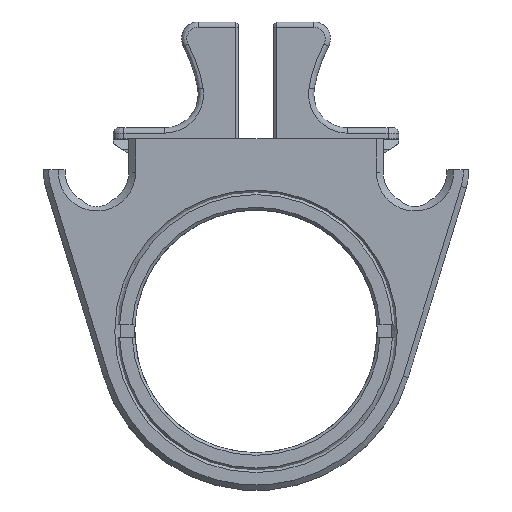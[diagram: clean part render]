
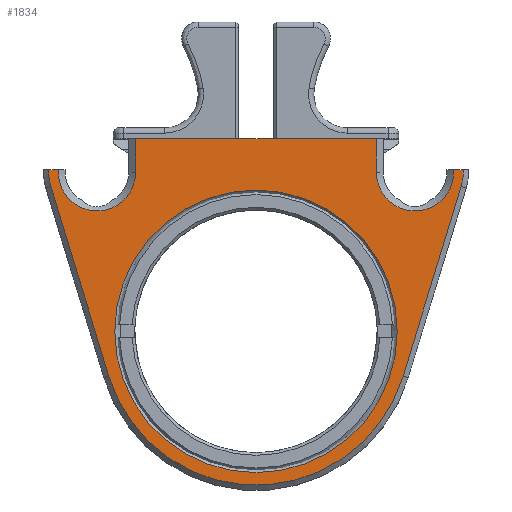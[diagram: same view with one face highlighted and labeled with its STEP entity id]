
A CAD part, top view. The second image highlights one B-rep face of the part: STEP entity #1834.
In plain terms, the highlighted planar face has unit normal (0, 0, 1).
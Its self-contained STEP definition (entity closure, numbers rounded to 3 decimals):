
#11 = CARTESIAN_POINT ( 'NONE',  ( 18.635, 15.265, 7.62 ) ) ;
#52 = CARTESIAN_POINT ( 'NONE',  ( 15., 15., 7.62 ) ) ;
#73 = DIRECTION ( 'NONE',  ( 1., 0., 0. ) ) ;
#111 = DIRECTION ( 'NONE',  ( 0., 0., -1. ) ) ;
#297 = CARTESIAN_POINT ( 'NONE',  ( 11.355, 15., 7.62 ) ) ;
#304 = VECTOR ( 'NONE', #2119, 1000. ) ;
#445 = ORIENTED_EDGE ( 'NONE', *, *, #4750, .T. ) ;
#553 = LINE ( 'NONE', #5130, #304 ) ;
#561 = EDGE_CURVE ( 'NONE', #5404, #819, #1188, .T. ) ;
#637 = VERTEX_POINT ( 'NONE', #1024 ) ;
#699 = LINE ( 'NONE', #4686, #6405 ) ;
#719 = AXIS2_PLACEMENT_3D ( 'NONE', #2256, #3107, #1702 ) ;
#763 = EDGE_CURVE ( 'NONE', #637, #797, #699, .T. ) ;
#797 = VERTEX_POINT ( 'NONE', #3279 ) ;
#819 = VERTEX_POINT ( 'NONE', #5204 ) ;
#1024 = CARTESIAN_POINT ( 'NONE',  ( -18.635, 15.265, 7.62 ) ) ;
#1062 = DIRECTION ( 'NONE',  ( 0., 0., -1. ) ) ;
#1076 = VECTOR ( 'NONE', #3620, 1000. ) ;
#1117 = ORIENTED_EDGE ( 'NONE', *, *, #4255, .T. ) ;
#1155 = CIRCLE ( 'NONE', #6173, 4.552 ) ;
#1188 = CIRCLE ( 'NONE', #4631, 3.645 ) ;
#1193 = LINE ( 'NONE', #3183, #5756 ) ;
#1218 = DIRECTION ( 'NONE',  ( -1., 0., 0. ) ) ;
#1220 = VERTEX_POINT ( 'NONE', #2071 ) ;
#1298 = DIRECTION ( 'NONE',  ( 0., 0., 1. ) ) ;
#1486 = CIRCLE ( 'NONE', #2843, 3.645 ) ;
#1551 = DIRECTION ( 'NONE',  ( -1., 0., 0. ) ) ;
#1590 = CARTESIAN_POINT ( 'NONE',  ( -13.877, -4.243, 7.62 ) ) ;
#1615 = ORIENTED_EDGE ( 'NONE', *, *, #3285, .T. ) ;
#1649 = DIRECTION ( 'NONE',  ( -1., 0., 0. ) ) ;
#1651 = ORIENTED_EDGE ( 'NONE', *, *, #763, .T. ) ;
#1702 = DIRECTION ( 'NONE',  ( 1., 0., 0. ) ) ;
#1725 = DIRECTION ( 'NONE',  ( -1., 0., 0. ) ) ;
#1834 = ADVANCED_FACE ( 'NONE', ( #5718, #2737 ), #4735, .T. ) ;
#2035 = CARTESIAN_POINT ( 'NONE',  ( -15., 15., 7.62 ) ) ;
#2038 = DIRECTION ( 'NONE',  ( -1., 0., 0. ) ) ;
#2071 = CARTESIAN_POINT ( 'NONE',  ( -11.355, 15., 7.62 ) ) ;
#2094 = VERTEX_POINT ( 'NONE', #1590 ) ;
#2099 = CARTESIAN_POINT ( 'NONE',  ( -15., 15., 7.62 ) ) ;
#2112 = VERTEX_POINT ( 'NONE', #5118 ) ;
#2119 = DIRECTION ( 'NONE',  ( 0.292, 0.956, 0. ) ) ;
#2193 = VERTEX_POINT ( 'NONE', #3518 ) ;
#2213 = LINE ( 'NONE', #4216, #4603 ) ;
#2256 = CARTESIAN_POINT ( 'NONE',  ( 0., 0., 7.62 ) ) ;
#2366 = VERTEX_POINT ( 'NONE', #5479 ) ;
#2372 = DIRECTION ( 'NONE',  ( 1., 0., 0. ) ) ;
#2383 = EDGE_CURVE ( 'NONE', #1220, #637, #1486, .T. ) ;
#2461 = ORIENTED_EDGE ( 'NONE', *, *, #2383, .T. ) ;
#2552 = AXIS2_PLACEMENT_3D ( 'NONE', #3722, #1298, #2372 ) ;
#2670 = EDGE_CURVE ( 'NONE', #819, #3694, #4778, .T. ) ;
#2737 = FACE_OUTER_BOUND ( 'NONE', #4733, .T. ) ;
#2843 = AXIS2_PLACEMENT_3D ( 'NONE', #2035, #3019, #73 ) ;
#3009 = CARTESIAN_POINT ( 'NONE',  ( -11.355, 15., 7.62 ) ) ;
#3019 = DIRECTION ( 'NONE',  ( 0., 0., -1. ) ) ;
#3107 = DIRECTION ( 'NONE',  ( 0., 0., -1. ) ) ;
#3152 = CARTESIAN_POINT ( 'NONE',  ( -19.353, 13.669, 7.62 ) ) ;
#3183 = CARTESIAN_POINT ( 'NONE',  ( 15., 18.186, 7.62 ) ) ;
#3259 = ORIENTED_EDGE ( 'NONE', *, *, #5922, .T. ) ;
#3279 = CARTESIAN_POINT ( 'NONE',  ( -19.545, 15.265, 7.62 ) ) ;
#3285 = EDGE_CURVE ( 'NONE', #5408, #1220, #5564, .T. ) ;
#3413 = CARTESIAN_POINT ( 'NONE',  ( -11.355, 18.186, 7.62 ) ) ;
#3518 = CARTESIAN_POINT ( 'NONE',  ( 19.545, 15.265, 7.62 ) ) ;
#3554 = VECTOR ( 'NONE', #3992, 1000. ) ;
#3565 = CIRCLE ( 'NONE', #5336, 14.511 ) ;
#3620 = DIRECTION ( 'NONE',  ( 0., 1., 0. ) ) ;
#3660 = CARTESIAN_POINT ( 'NONE',  ( 13.877, -4.243, 7.62 ) ) ;
#3694 = VERTEX_POINT ( 'NONE', #6013 ) ;
#3722 = CARTESIAN_POINT ( 'NONE',  ( 15., 15., 7.62 ) ) ;
#3767 = AXIS2_PLACEMENT_3D ( 'NONE', #52, #1062, #1551 ) ;
#3908 = CARTESIAN_POINT ( 'NONE',  ( 0., 0., 7.62 ) ) ;
#3992 = DIRECTION ( 'NONE',  ( 0., -1., 0. ) ) ;
#4072 = EDGE_CURVE ( 'NONE', #2094, #4395, #3565, .T. ) ;
#4149 = ORIENTED_EDGE ( 'NONE', *, *, #4963, .F. ) ;
#4161 = EDGE_CURVE ( 'NONE', #4172, #797, #1155, .T. ) ;
#4172 = VERTEX_POINT ( 'NONE', #3152 ) ;
#4216 = CARTESIAN_POINT ( 'NONE',  ( 18.01, 15.265, 7.62 ) ) ;
#4255 = EDGE_CURVE ( 'NONE', #3694, #5408, #1193, .T. ) ;
#4297 = ORIENTED_EDGE ( 'NONE', *, *, #561, .T. ) ;
#4395 = VERTEX_POINT ( 'NONE', #3660 ) ;
#4599 = CARTESIAN_POINT ( 'NONE',  ( -19.353, 13.669, 7.62 ) ) ;
#4603 = VECTOR ( 'NONE', #1725, 1000. ) ;
#4613 = EDGE_LOOP ( 'NONE', ( #6322 ) ) ;
#4631 = AXIS2_PLACEMENT_3D ( 'NONE', #6002, #5509, #6385 ) ;
#4634 = DIRECTION ( 'NONE',  ( 0.292, -0.956, 0. ) ) ;
#4686 = CARTESIAN_POINT ( 'NONE',  ( -20.045, 15.265, 7.62 ) ) ;
#4733 = EDGE_LOOP ( 'NONE', ( #1615, #2461, #1651, #4816, #445, #5569, #3259, #4149, #6088, #4297, #5898, #1117 ) ) ;
#4735 = PLANE ( 'NONE',  #2552 ) ;
#4750 = EDGE_CURVE ( 'NONE', #4172, #2094, #5124, .T. ) ;
#4778 = LINE ( 'NONE', #297, #1076 ) ;
#4816 = ORIENTED_EDGE ( 'NONE', *, *, #4161, .F. ) ;
#4830 = EDGE_CURVE ( 'NONE', #2193, #5404, #2213, .T. ) ;
#4894 = CIRCLE ( 'NONE', #719, 13.327 ) ;
#4957 = DIRECTION ( 'NONE',  ( 0., 0., 1. ) ) ;
#4963 = EDGE_CURVE ( 'NONE', #2193, #2112, #5760, .T. ) ;
#5118 = CARTESIAN_POINT ( 'NONE',  ( 19.353, 13.669, 7.62 ) ) ;
#5124 = LINE ( 'NONE', #4599, #6274 ) ;
#5130 = CARTESIAN_POINT ( 'NONE',  ( 13.877, -4.243, 7.62 ) ) ;
#5204 = CARTESIAN_POINT ( 'NONE',  ( 11.355, 15., 7.62 ) ) ;
#5336 = AXIS2_PLACEMENT_3D ( 'NONE', #3908, #4957, #5906 ) ;
#5404 = VERTEX_POINT ( 'NONE', #11 ) ;
#5408 = VERTEX_POINT ( 'NONE', #3413 ) ;
#5479 = CARTESIAN_POINT ( 'NONE',  ( 13.327, 0., 7.62 ) ) ;
#5509 = DIRECTION ( 'NONE',  ( 0., 0., -1. ) ) ;
#5564 = LINE ( 'NONE', #3009, #3554 ) ;
#5569 = ORIENTED_EDGE ( 'NONE', *, *, #4072, .T. ) ;
#5718 = FACE_BOUND ( 'NONE', #4613, .T. ) ;
#5756 = VECTOR ( 'NONE', #1218, 1000. ) ;
#5760 = CIRCLE ( 'NONE', #3767, 4.552 ) ;
#5898 = ORIENTED_EDGE ( 'NONE', *, *, #2670, .T. ) ;
#5906 = DIRECTION ( 'NONE',  ( -1., 0., 0. ) ) ;
#5922 = EDGE_CURVE ( 'NONE', #4395, #2112, #553, .T. ) ;
#6002 = CARTESIAN_POINT ( 'NONE',  ( 15., 15., 7.62 ) ) ;
#6013 = CARTESIAN_POINT ( 'NONE',  ( 11.355, 18.186, 7.62 ) ) ;
#6080 = EDGE_CURVE ( 'NONE', #2366, #2366, #4894, .T. ) ;
#6088 = ORIENTED_EDGE ( 'NONE', *, *, #4830, .T. ) ;
#6173 = AXIS2_PLACEMENT_3D ( 'NONE', #2099, #111, #1649 ) ;
#6274 = VECTOR ( 'NONE', #4634, 1000. ) ;
#6322 = ORIENTED_EDGE ( 'NONE', *, *, #6080, .T. ) ;
#6385 = DIRECTION ( 'NONE',  ( 1., 0., 0. ) ) ;
#6405 = VECTOR ( 'NONE', #2038, 1000. ) ;
